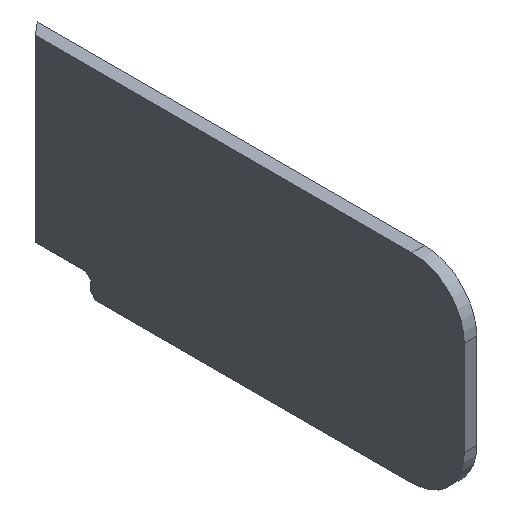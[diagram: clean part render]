
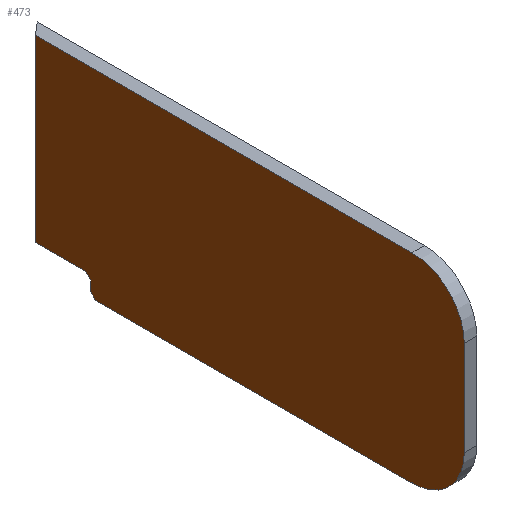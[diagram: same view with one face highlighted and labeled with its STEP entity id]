
A CAD part, isometric view. The second image highlights one B-rep face of the part: STEP entity #473.
In plain terms, the highlighted planar face has unit normal (-1, 0, 0).
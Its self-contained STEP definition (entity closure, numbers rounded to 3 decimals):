
#36=PLANE('',#533);
#64=FACE_OUTER_BOUND('',#97,.T.);
#97=EDGE_LOOP('',(#417,#418,#419,#420,#421,#422,#423,#424,#425,#426));
#105=LINE('',#693,#150);
#108=LINE('',#702,#153);
#129=LINE('',#780,#174);
#132=LINE('',#786,#177);
#139=LINE('',#797,#184);
#141=LINE('',#801,#186);
#142=LINE('',#804,#187);
#143=LINE('',#805,#188);
#150=VECTOR('',#551,10.);
#153=VECTOR('',#562,10.);
#174=VECTOR('',#645,10.);
#177=VECTOR('',#650,10.);
#184=VECTOR('',#661,10.);
#186=VECTOR('',#665,10.);
#187=VECTOR('',#668,10.);
#188=VECTOR('',#669,10.);
#191=CIRCLE('',#492,21.);
#193=CIRCLE('',#496,21.);
#210=VERTEX_POINT('',#680);
#211=VERTEX_POINT('',#682);
#213=VERTEX_POINT('',#687);
#215=VERTEX_POINT('',#691);
#217=VERTEX_POINT('',#697);
#242=VERTEX_POINT('',#777);
#243=VERTEX_POINT('',#779);
#244=VERTEX_POINT('',#783);
#248=VERTEX_POINT('',#799);
#249=VERTEX_POINT('',#803);
#252=EDGE_CURVE('',#211,#210,#191,.T.);
#257=EDGE_CURVE('',#213,#215,#105,.T.);
#260=EDGE_CURVE('',#215,#217,#193,.T.);
#262=EDGE_CURVE('',#217,#211,#108,.T.);
#297=EDGE_CURVE('',#242,#243,#129,.T.);
#300=EDGE_CURVE('',#242,#244,#132,.T.);
#307=EDGE_CURVE('',#213,#244,#139,.T.);
#309=EDGE_CURVE('',#248,#243,#141,.T.);
#310=EDGE_CURVE('',#248,#249,#142,.T.);
#311=EDGE_CURVE('',#210,#249,#143,.T.);
#417=ORIENTED_EDGE('',*,*,#310,.F.);
#418=ORIENTED_EDGE('',*,*,#309,.T.);
#419=ORIENTED_EDGE('',*,*,#297,.F.);
#420=ORIENTED_EDGE('',*,*,#300,.T.);
#421=ORIENTED_EDGE('',*,*,#307,.F.);
#422=ORIENTED_EDGE('',*,*,#257,.T.);
#423=ORIENTED_EDGE('',*,*,#260,.T.);
#424=ORIENTED_EDGE('',*,*,#262,.T.);
#425=ORIENTED_EDGE('',*,*,#252,.T.);
#426=ORIENTED_EDGE('',*,*,#311,.T.);
#473=ADVANCED_FACE('',(#64),#36,.T.);
#492=AXIS2_PLACEMENT_3D('',#683,#543,#544);
#496=AXIS2_PLACEMENT_3D('',#699,#557,#558);
#533=AXIS2_PLACEMENT_3D('',#802,#666,#667);
#543=DIRECTION('center_axis',(-1.,0.,0.));
#544=DIRECTION('ref_axis',(0.,-1.,0.));
#551=DIRECTION('',(0.,-1.,0.));
#557=DIRECTION('center_axis',(-1.,0.,0.));
#558=DIRECTION('ref_axis',(0.,0.,-1.));
#562=DIRECTION('',(0.,0.,1.));
#645=DIRECTION('',(0.,0.707,0.707));
#650=DIRECTION('',(0.,0.,-1.));
#661=DIRECTION('',(0.,0.707,0.707));
#665=DIRECTION('',(0.,-1.,0.));
#666=DIRECTION('center_axis',(-1.,0.,0.));
#667=DIRECTION('ref_axis',(0.,-1.,0.));
#668=DIRECTION('',(0.,0.,1.));
#669=DIRECTION('',(0.,1.,0.));
#680=CARTESIAN_POINT('',(-119.583,74.6,-28.075));
#682=CARTESIAN_POINT('',(-119.583,53.6,-49.075));
#683=CARTESIAN_POINT('Origin',(-119.583,74.6,-49.075));
#687=CARTESIAN_POINT('',(-119.583,201.502,-108.075));
#691=CARTESIAN_POINT('',(-119.583,74.6,-108.075));
#693=CARTESIAN_POINT('',(-119.583,74.6,-108.075));
#697=CARTESIAN_POINT('',(-119.583,53.6,-87.075));
#699=CARTESIAN_POINT('Origin',(-119.583,74.6,-87.075));
#702=CARTESIAN_POINT('',(-119.583,53.6,-49.075));
#777=CARTESIAN_POINT('',(-119.583,203.502,-102.));
#779=CARTESIAN_POINT('',(-119.583,205.502,-100.));
#780=CARTESIAN_POINT('',(-119.583,218.758,-86.744));
#783=CARTESIAN_POINT('',(-119.583,203.502,-106.075));
#786=CARTESIAN_POINT('',(-119.583,203.502,-100.));
#797=CARTESIAN_POINT('',(-119.583,218.776,-90.801));
#799=CARTESIAN_POINT('',(-119.583,225.663,-100.));
#801=CARTESIAN_POINT('',(-119.583,253.502,-100.));
#802=CARTESIAN_POINT('Origin',(-119.583,228.6,-68.075));
#803=CARTESIAN_POINT('',(-119.583,225.663,-28.075));
#804=CARTESIAN_POINT('',(-119.583,225.663,-68.075));
#805=CARTESIAN_POINT('',(-119.583,382.6,-28.075));
